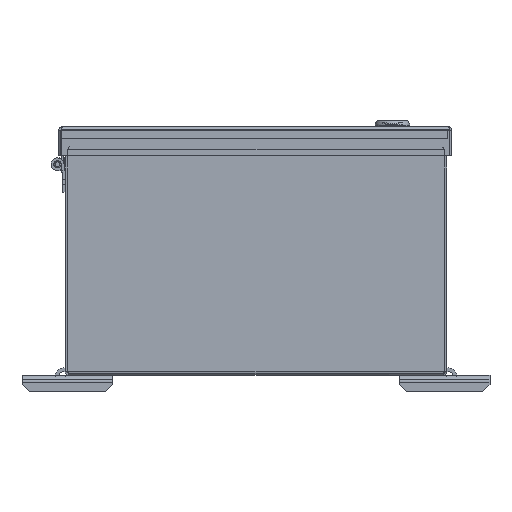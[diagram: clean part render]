
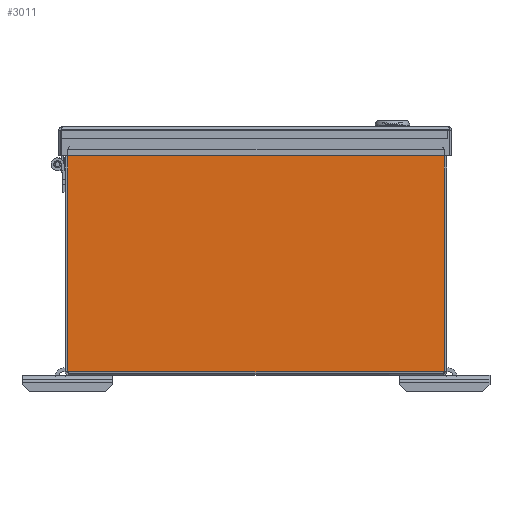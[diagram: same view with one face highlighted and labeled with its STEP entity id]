
A CAD part, front view. The second image highlights one B-rep face of the part: STEP entity #3011.
In plain terms, the highlighted planar face has unit normal (0, -1, 0).
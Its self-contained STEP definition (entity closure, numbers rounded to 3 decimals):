
#3011 = ADVANCED_FACE( '', ( #6832 ), #6833, .F. );
#6832 = FACE_OUTER_BOUND( '', #17548, .T. );
#6833 = PLANE( '', #17549 );
#17548 = EDGE_LOOP( '', ( #47046, #47047, #47048, #47049, #47050, #47051 ) );
#17549 = AXIS2_PLACEMENT_3D( '', #47052, #47053, #47054 );
#47046 = ORIENTED_EDGE( '', *, *, #61144, .T. );
#47047 = ORIENTED_EDGE( '', *, *, #61145, .F. );
#47048 = ORIENTED_EDGE( '', *, *, #60183, .T. );
#47049 = ORIENTED_EDGE( '', *, *, #61146, .T. );
#47050 = ORIENTED_EDGE( '', *, *, #61147, .T. );
#47051 = ORIENTED_EDGE( '', *, *, #61148, .T. );
#47052 = CARTESIAN_POINT( '', ( -876.148, -609.6, 0. ) );
#47053 = DIRECTION( '', ( 0., 1., 0. ) );
#47054 = DIRECTION( '', ( 0., 0., 1. ) );
#60183 = EDGE_CURVE( '', #65643, #65644, #65645, .T. );
#61144 = EDGE_CURVE( '', #67303, #67304, #67305, .T. );
#61145 = EDGE_CURVE( '', #65643, #67304, #67306, .T. );
#61146 = EDGE_CURVE( '', #65644, #67307, #67308, .F. );
#61147 = EDGE_CURVE( '', #67307, #67309, #67310, .T. );
#61148 = EDGE_CURVE( '', #67309, #67303, #67311, .T. );
#65643 = VERTEX_POINT( '', #74243 );
#65644 = VERTEX_POINT( '', #74244 );
#65645 = LINE( '', #74245, #74246 );
#67303 = VERTEX_POINT( '', #78269 );
#67304 = VERTEX_POINT( '', #78270 );
#67305 = LINE( '', #78271, #78272 );
#67306 = LINE( '', #78273, #78274 );
#67307 = VERTEX_POINT( '', #78275 );
#67308 = LINE( '', #78276, #78277 );
#67309 = VERTEX_POINT( '', #78278 );
#67310 = LINE( '', #78279, #78280 );
#67311 = LINE( '', #78281, #78282 );
#74243 = CARTESIAN_POINT( '', ( -125.463, -609.6, 150.063 ) );
#74244 = CARTESIAN_POINT( '', ( -125.473, -609.6, 150.053 ) );
#74245 = CARTESIAN_POINT( '', ( -115.617, -609.6, 159.909 ) );
#74246 = VECTOR( '', #91523, 1000. );
#78269 = CARTESIAN_POINT( '', ( 125.473, -609.6, 150.053 ) );
#78270 = CARTESIAN_POINT( '', ( 125.463, -609.6, 150.063 ) );
#78271 = CARTESIAN_POINT( '', ( 126.008, -609.6, 149.518 ) );
#78272 = VECTOR( '', #92329, 1000. );
#78273 = CARTESIAN_POINT( '', ( -876.148, -609.6, 150.063 ) );
#78274 = VECTOR( '', #92330, 1000. );
#78275 = CARTESIAN_POINT( '', ( -125.473, -609.6, 2.337 ) );
#78276 = CARTESIAN_POINT( '', ( -125.473, -609.6, 0. ) );
#78277 = VECTOR( '', #92331, 1000. );
#78278 = CARTESIAN_POINT( '', ( 125.473, -609.6, 2.337 ) );
#78279 = CARTESIAN_POINT( '', ( -876.148, -609.6, 2.337 ) );
#78280 = VECTOR( '', #92332, 1000. );
#78281 = CARTESIAN_POINT( '', ( 125.473, -609.6, 0. ) );
#78282 = VECTOR( '', #92333, 1000. );
#91523 = DIRECTION( '', ( -0.707, 0., -0.707 ) );
#92329 = DIRECTION( '', ( -0.707, 0., 0.707 ) );
#92330 = DIRECTION( '', ( 1., 0., 0. ) );
#92331 = DIRECTION( '', ( 0., 0., 1. ) );
#92332 = DIRECTION( '', ( 1., 0., 0. ) );
#92333 = DIRECTION( '', ( 0., 0., 1. ) );
